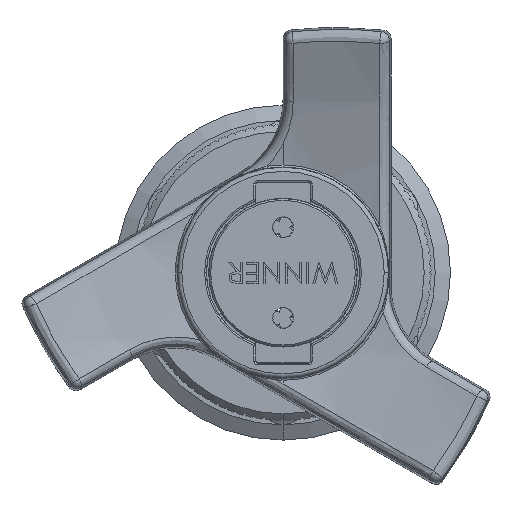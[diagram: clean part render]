
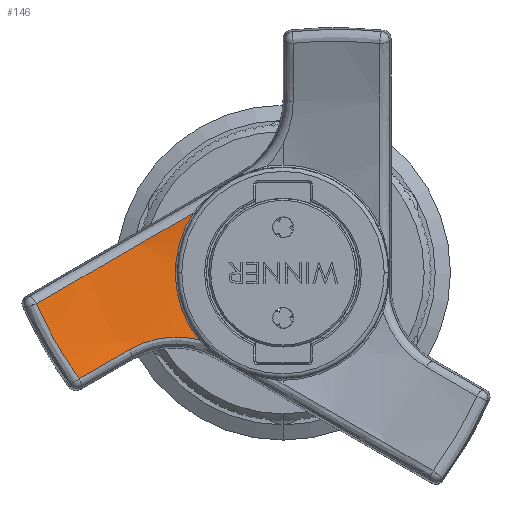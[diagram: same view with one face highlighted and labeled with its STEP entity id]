
A CAD part, left-side view. The second image highlights one B-rep face of the part: STEP entity #146.
In plain terms, the highlighted spherical face has radius 70 mm.
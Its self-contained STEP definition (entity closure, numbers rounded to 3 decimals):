
#146 = ADVANCED_FACE ( 'NONE', ( #14747 ), #14745, .F. ) ;
#1381 = CARTESIAN_POINT ( 'NONE',  ( -140.449, 11.254, 7.053 ) ) ;
#2456 = AXIS2_PLACEMENT_3D ( 'NONE', #21674, #21675, #21676 ) ;
#5270 = ORIENTED_EDGE ( 'NONE', *, *, #23777, .T. ) ;
#5458 = ORIENTED_EDGE ( 'NONE', *, *, #23776, .T. ) ;
#5577 = ORIENTED_EDGE ( 'NONE', *, *, #23778, .T. ) ;
#5719 = ORIENTED_EDGE ( 'NONE', *, *, #23773, .T. ) ;
#5746 = ORIENTED_EDGE ( 'NONE', *, *, #23770, .T. ) ;
#12019 = CARTESIAN_POINT ( 'NONE',  ( -145.763, 29.843, -3.676 ) ) ;
#12039 = CARTESIAN_POINT ( 'NONE',  ( -144.761, 24.746, -12.52 ) ) ;
#12087 = CARTESIAN_POINT ( 'NONE',  ( -142.291, 18.809, -9.091 ) ) ;
#12236 = CARTESIAN_POINT ( 'NONE',  ( -140.449, 10.618, -7.927 ) ) ;
#13222 = VERTEX_POINT ( 'NONE', #1381 ) ;
#14745 = SPHERICAL_SURFACE ( 'NONE', #18231, 70. ) ;
#14747 = FACE_OUTER_BOUND ( 'NONE', #17595, .T. ) ;
#17595 = EDGE_LOOP ( 'NONE', ( #5458, #5270, #5577, #5746, #5719 ) ) ;
#18224 = VERTEX_POINT ( 'NONE', #12019 ) ;
#18231 = AXIS2_PLACEMENT_3D ( 'NONE', #22505, #22504, #22554 ) ;
#18247 = VERTEX_POINT ( 'NONE', #12039 ) ;
#18308 = VERTEX_POINT ( 'NONE', #12087 ) ;
#18624 = VERTEX_POINT ( 'NONE', #12236 ) ;
#20013 = B_SPLINE_CURVE_WITH_KNOTS ( 'NONE', 3,
 ( #21603, #21627, #21632, #21633 ),
 .UNSPECIFIED., .F., .F.,
 ( 4, 4 ),
 ( 0., 0.01 ),
 .UNSPECIFIED. ) ;
#20014 = B_SPLINE_CURVE_WITH_KNOTS ( 'NONE', 3,
 ( #21628, #21638, #21642, #21643 ),
 .UNSPECIFIED., .F., .F.,
 ( 4, 4 ),
 ( 0., 0.007 ),
 .UNSPECIFIED. ) ;
#20016 = B_SPLINE_CURVE_WITH_KNOTS ( 'NONE', 3,
 ( #21634, #21649, #21659, #21661, #21662, #21663, #21664, #21665, #21666, #21667, #21668, #21669, #21670, #21671 ),
 .UNSPECIFIED., .F., .F.,
 ( 4, 2, 2, 2, 2, 2, 4 ),
 ( 0., 0.002, 0.004, 0.005, 0.007, 0.008, 0.009 ),
 .UNSPECIFIED. ) ;
#20017 = B_SPLINE_CURVE_WITH_KNOTS ( 'NONE', 3,
 ( #21672, #21673, #21678, #21679, #21680, #21681, #21682, #21683 ),
 .UNSPECIFIED., .F., .F.,
 ( 4, 2, 2, 4 ),
 ( 0.007, 0.013, 0.018, 0.029 ),
 .UNSPECIFIED. ) ;
#21087 = CIRCLE ( 'NONE', #2456, 12.73 ) ;
#21603 = CARTESIAN_POINT ( 'NONE',  ( -145.763, 29.843, -3.676 ) ) ;
#21627 = CARTESIAN_POINT ( 'NONE',  ( -145.311, 28.469, -6.783 ) ) ;
#21628 = CARTESIAN_POINT ( 'NONE',  ( -144.761, 24.746, -12.52 ) ) ;
#21632 = CARTESIAN_POINT ( 'NONE',  ( -144.976, 26.759, -9.754 ) ) ;
#21633 = CARTESIAN_POINT ( 'NONE',  ( -144.761, 24.746, -12.52 ) ) ;
#21634 = CARTESIAN_POINT ( 'NONE',  ( -142.291, 18.809, -9.091 ) ) ;
#21638 = CARTESIAN_POINT ( 'NONE',  ( -143.819, 22.806, -11.399 ) ) ;
#21642 = CARTESIAN_POINT ( 'NONE',  ( -142.994, 20.824, -10.254 ) ) ;
#21643 = CARTESIAN_POINT ( 'NONE',  ( -142.291, 18.809, -9.091 ) ) ;
#21649 = CARTESIAN_POINT ( 'NONE',  ( -142.079, 18.205, -8.741 ) ) ;
#21659 = CARTESIAN_POINT ( 'NONE',  ( -141.878, 17.565, -8.449 ) ) ;
#21661 = CARTESIAN_POINT ( 'NONE',  ( -141.506, 16.249, -7.991 ) ) ;
#21662 = CARTESIAN_POINT ( 'NONE',  ( -141.334, 15.569, -7.824 ) ) ;
#21663 = CARTESIAN_POINT ( 'NONE',  ( -141.097, 14.516, -7.67 ) ) ;
#21664 = CARTESIAN_POINT ( 'NONE',  ( -141.022, 14.16, -7.636 ) ) ;
#21665 = CARTESIAN_POINT ( 'NONE',  ( -140.882, 13.452, -7.601 ) ) ;
#21666 = CARTESIAN_POINT ( 'NONE',  ( -140.816, 13.098, -7.601 ) ) ;
#21667 = CARTESIAN_POINT ( 'NONE',  ( -140.695, 12.389, -7.634 ) ) ;
#21668 = CARTESIAN_POINT ( 'NONE',  ( -140.639, 12.034, -7.668 ) ) ;
#21669 = CARTESIAN_POINT ( 'NONE',  ( -140.537, 11.325, -7.771 ) ) ;
#21670 = CARTESIAN_POINT ( 'NONE',  ( -140.49, 10.968, -7.84 ) ) ;
#21671 = CARTESIAN_POINT ( 'NONE',  ( -140.449, 10.618, -7.927 ) ) ;
#21672 = CARTESIAN_POINT ( 'NONE',  ( -140.449, 11.254, 7.053 ) ) ;
#21673 = CARTESIAN_POINT ( 'NONE',  ( -140.601, 12.852, 6.131 ) ) ;
#21674 = CARTESIAN_POINT ( 'NONE',  ( -140.449, 0.657, 0. ) ) ;
#21675 = DIRECTION ( 'NONE',  ( 1., 0., 0. ) ) ;
#21676 = DIRECTION ( 'NONE',  ( 0., -1., 0. ) ) ;
#21678 = CARTESIAN_POINT ( 'NONE',  ( -140.827, 14.447, 5.21 ) ) ;
#21679 = CARTESIAN_POINT ( 'NONE',  ( -141.425, 17.61, 3.385 ) ) ;
#21680 = CARTESIAN_POINT ( 'NONE',  ( -141.798, 19.181, 2.478 ) ) ;
#21681 = CARTESIAN_POINT ( 'NONE',  ( -143.134, 23.855, -0.22 ) ) ;
#21682 = CARTESIAN_POINT ( 'NONE',  ( -144.307, 26.889, -1.971 ) ) ;
#21683 = CARTESIAN_POINT ( 'NONE',  ( -145.763, 29.843, -3.676 ) ) ;
#22504 = DIRECTION ( 'NONE',  ( 0., -1., 0. ) ) ;
#22505 = CARTESIAN_POINT ( 'NONE',  ( -209.282, 0.657, 0. ) ) ;
#22554 = DIRECTION ( 'NONE',  ( 0., 0., 1. ) ) ;
#23770 = EDGE_CURVE ( 'NONE', #18224, #18247, #20013, .T. ) ;
#23773 = EDGE_CURVE ( 'NONE', #18247, #18308, #20014, .T. ) ;
#23776 = EDGE_CURVE ( 'NONE', #18308, #18624, #20016, .T. ) ;
#23777 = EDGE_CURVE ( 'NONE', #18624, #13222, #21087, .T. ) ;
#23778 = EDGE_CURVE ( 'NONE', #13222, #18224, #20017, .T. ) ;
